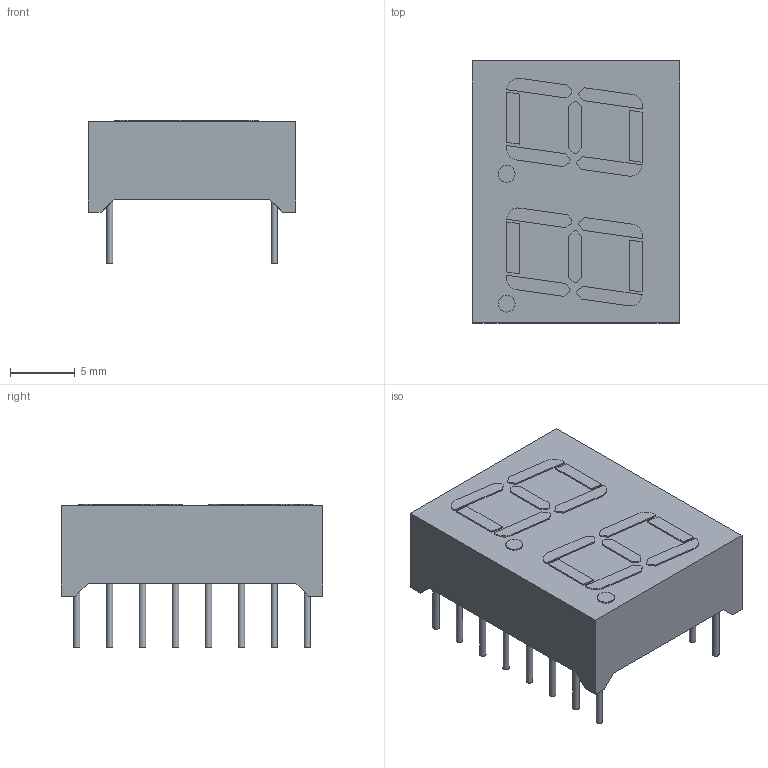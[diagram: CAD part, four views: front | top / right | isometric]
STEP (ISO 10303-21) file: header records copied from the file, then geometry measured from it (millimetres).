
FILE_DESCRIPTION(('FreeCAD Model'),'2;1');
FILE_NAME('Fusion002_sp.step','2017-07-24T13:49:33',( 'kicad StepUp'),('ksu MCAD'),'Open CASCADE STEP processor 7.1', 'FreeCAD','Unknown');
FILE_SCHEMA(('AUTOMOTIVE_DESIGN { 1 0 10303 214 1 1 1 1 }'));
Length unit declared in the file: millimetre
Products named in the file (1): Fusion002_sp
Bounding box: 16 x 20.2 x 11.1 mm (x, y, z)
Volume: 1970.8 mm3; surface area: 1236.9 mm2
Topology: 1 solids, 1 shells, 164 faces, 382 edges, 252 vertices
Faces by surface type: plane 138, cylinder 26
Full cylindrical faces by diameter (mm): 0.5 x16, 1.3 x2
Entity records: 3381 total; most frequent: CARTESIAN_POINT 645, ORIENTED_EDGE 582, EDGE_CURVE 382, LINE 314, VERTEX_POINT 252, FACE_BOUND 196, EDGE_LOOP 196, AXIS2_PLACEMENT_3D 173
